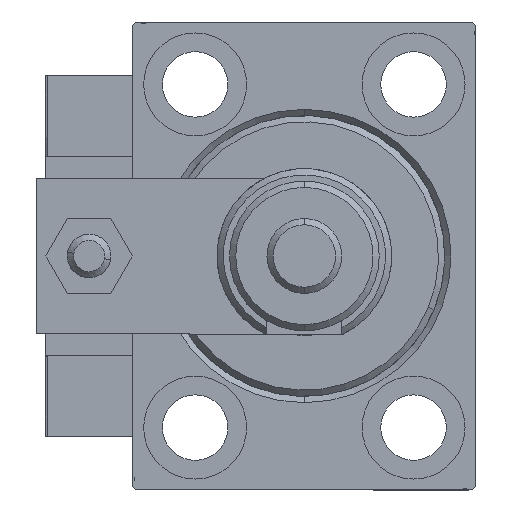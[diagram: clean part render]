
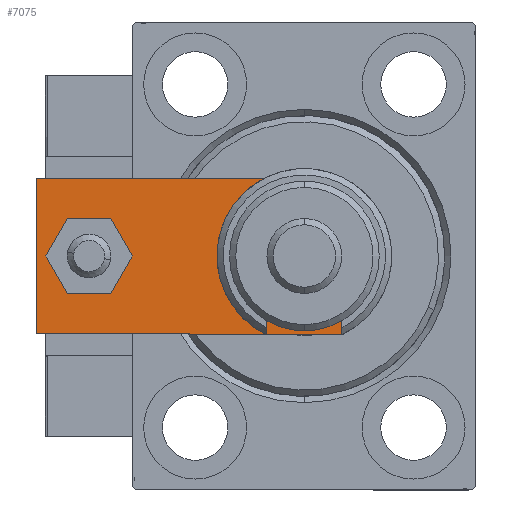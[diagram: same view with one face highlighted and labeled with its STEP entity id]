
A CAD part, left-side view. The second image highlights one B-rep face of the part: STEP entity #7075.
In plain terms, the highlighted face is planar.
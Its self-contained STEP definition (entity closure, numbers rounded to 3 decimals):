
#883 = DIRECTION ( 'NONE',  ( 1., 0., 0. ) ) ;
#1040 = DIRECTION ( 'NONE',  ( 0., 0., 1. ) ) ;
#1205 = CARTESIAN_POINT ( 'NONE',  ( 0., 46.5, 6. ) ) ;
#1367 = DIRECTION ( 'NONE',  ( 1., 0., 0. ) ) ;
#3744 = EDGE_CURVE ( 'NONE', #5287, #28292, #43552, .T. ) ;
#4727 = CARTESIAN_POINT ( 'NONE',  ( -12.5, 55., 6. ) ) ;
#5287 = VERTEX_POINT ( 'NONE', #51327 ) ;
#5291 = CARTESIAN_POINT ( 'NONE',  ( 6.84, 0., 6. ) ) ;
#5319 = CARTESIAN_POINT ( 'NONE',  ( -12.5, 5.66, 6. ) ) ;
#6187 = VECTOR ( 'NONE', #14389, 1000. ) ;
#6375 = CARTESIAN_POINT ( 'NONE',  ( -12.5, 0., 6. ) ) ;
#7075 = ADVANCED_FACE ( 'NONE', ( #29602, #37566, #17580 ), #28802, .T. ) ;
#7209 = DIRECTION ( 'NONE',  ( -1., 0., 0. ) ) ;
#8459 = VERTEX_POINT ( 'NONE', #9076 ) ;
#8478 = VERTEX_POINT ( 'NONE', #5319 ) ;
#9076 = CARTESIAN_POINT ( 'NONE',  ( 12.5, 55., 6. ) ) ;
#9337 = DIRECTION ( 'NONE',  ( 1., 0., 0. ) ) ;
#9781 = ORIENTED_EDGE ( 'NONE', *, *, #38609, .T. ) ;
#10024 = DIRECTION ( 'NONE',  ( 0., 0., 1. ) ) ;
#13573 = ORIENTED_EDGE ( 'NONE', *, *, #38546, .F. ) ;
#13703 = LINE ( 'NONE', #46478, #25089 ) ;
#13739 = CARTESIAN_POINT ( 'NONE',  ( -4., 46.5, 6. ) ) ;
#13751 = LINE ( 'NONE', #16966, #45165 ) ;
#14389 = DIRECTION ( 'NONE',  ( 1., 0., 0. ) ) ;
#14500 = VERTEX_POINT ( 'NONE', #32590 ) ;
#14604 = EDGE_CURVE ( 'NONE', #8459, #14500, #32258, .T. ) ;
#14715 = AXIS2_PLACEMENT_3D ( 'NONE', #45850, #1040, #9337 ) ;
#15519 = CARTESIAN_POINT ( 'NONE',  ( 12.5, 5.66, 6. ) ) ;
#16338 = CARTESIAN_POINT ( 'NONE',  ( 0., 12., 6. ) ) ;
#16375 = DIRECTION ( 'NONE',  ( 0., 0., 1. ) ) ;
#16476 = VERTEX_POINT ( 'NONE', #5291 ) ;
#16966 = CARTESIAN_POINT ( 'NONE',  ( -3.42, -3.42, 6. ) ) ;
#17168 = CARTESIAN_POINT ( 'NONE',  ( 0., 12., 6. ) ) ;
#17580 = FACE_BOUND ( 'NONE', #37842, .T. ) ;
#17911 = CIRCLE ( 'NONE', #47706, 4. ) ;
#18184 = EDGE_CURVE ( 'NONE', #33589, #40137, #27784, .T. ) ;
#20962 = CARTESIAN_POINT ( 'NONE',  ( -6.84, 0., 6. ) ) ;
#21753 = LINE ( 'NONE', #38009, #44949 ) ;
#21935 = ORIENTED_EDGE ( 'NONE', *, *, #14604, .T. ) ;
#23327 = DIRECTION ( 'NONE',  ( 0.707, 0.707, 0. ) ) ;
#24873 = VERTEX_POINT ( 'NONE', #20962 ) ;
#25024 = EDGE_CURVE ( 'NONE', #16476, #41414, #21753, .T. ) ;
#25089 = VECTOR ( 'NONE', #29970, 1000. ) ;
#25135 = CARTESIAN_POINT ( 'NONE',  ( 0., 46.5, 6. ) ) ;
#25162 = EDGE_CURVE ( 'NONE', #28292, #5287, #36415, .T. ) ;
#25403 = DIRECTION ( 'NONE',  ( 0., 0., 1. ) ) ;
#26908 = LINE ( 'NONE', #6375, #6187 ) ;
#26916 = AXIS2_PLACEMENT_3D ( 'NONE', #25135, #25403, #1367 ) ;
#26963 = ORIENTED_EDGE ( 'NONE', *, *, #45897, .T. ) ;
#27230 = CARTESIAN_POINT ( 'NONE',  ( -8.25, 12., 6. ) ) ;
#27461 = ORIENTED_EDGE ( 'NONE', *, *, #50110, .T. ) ;
#27488 = ORIENTED_EDGE ( 'NONE', *, *, #25162, .F. ) ;
#27518 = EDGE_CURVE ( 'NONE', #14500, #8478, #45255, .T. ) ;
#27753 = ORIENTED_EDGE ( 'NONE', *, *, #25024, .T. ) ;
#27784 = CIRCLE ( 'NONE', #26916, 4. ) ;
#28292 = VERTEX_POINT ( 'NONE', #27230 ) ;
#28802 = PLANE ( 'NONE',  #14715 ) ;
#29602 = FACE_BOUND ( 'NONE', #36623, .T. ) ;
#29970 = DIRECTION ( 'NONE',  ( 0., 1., 0. ) ) ;
#30132 = ORIENTED_EDGE ( 'NONE', *, *, #27518, .T. ) ;
#30275 = DIRECTION ( 'NONE',  ( 1., 0., 0. ) ) ;
#31214 = CARTESIAN_POINT ( 'NONE',  ( 12.5, 55., 6. ) ) ;
#32000 = ORIENTED_EDGE ( 'NONE', *, *, #3744, .F. ) ;
#32258 = LINE ( 'NONE', #31214, #52279 ) ;
#32590 = CARTESIAN_POINT ( 'NONE',  ( -12.5, 55., 6. ) ) ;
#33257 = DIRECTION ( 'NONE',  ( 0., -1., 0. ) ) ;
#33589 = VERTEX_POINT ( 'NONE', #42024 ) ;
#33883 = AXIS2_PLACEMENT_3D ( 'NONE', #17168, #16375, #883 ) ;
#35540 = VECTOR ( 'NONE', #33257, 1000. ) ;
#36415 = CIRCLE ( 'NONE', #33883, 8.25 ) ;
#36623 = EDGE_LOOP ( 'NONE', ( #13573, #43595 ) ) ;
#36856 = DIRECTION ( 'NONE',  ( 1., 0., 0. ) ) ;
#37566 = FACE_OUTER_BOUND ( 'NONE', #45137, .T. ) ;
#37572 = AXIS2_PLACEMENT_3D ( 'NONE', #16338, #49117, #36856 ) ;
#37842 = EDGE_LOOP ( 'NONE', ( #27488, #32000 ) ) ;
#38009 = CARTESIAN_POINT ( 'NONE',  ( 3.42, -3.42, 6. ) ) ;
#38546 = EDGE_CURVE ( 'NONE', #40137, #33589, #17911, .T. ) ;
#38609 = EDGE_CURVE ( 'NONE', #8478, #24873, #13751, .T. ) ;
#40137 = VERTEX_POINT ( 'NONE', #13739 ) ;
#41414 = VERTEX_POINT ( 'NONE', #15519 ) ;
#42024 = CARTESIAN_POINT ( 'NONE',  ( 4., 46.5, 6. ) ) ;
#43552 = CIRCLE ( 'NONE', #37572, 8.25 ) ;
#43595 = ORIENTED_EDGE ( 'NONE', *, *, #18184, .F. ) ;
#44949 = VECTOR ( 'NONE', #23327, 1000. ) ;
#45137 = EDGE_LOOP ( 'NONE', ( #30132, #9781, #26963, #27753, #27461, #21935 ) ) ;
#45165 = VECTOR ( 'NONE', #46277, 1000. ) ;
#45255 = LINE ( 'NONE', #4727, #35540 ) ;
#45850 = CARTESIAN_POINT ( 'NONE',  ( 0., 0., 6. ) ) ;
#45897 = EDGE_CURVE ( 'NONE', #24873, #16476, #26908, .T. ) ;
#46277 = DIRECTION ( 'NONE',  ( 0.707, -0.707, 0. ) ) ;
#46478 = CARTESIAN_POINT ( 'NONE',  ( 12.5, 0., 6. ) ) ;
#47706 = AXIS2_PLACEMENT_3D ( 'NONE', #1205, #10024, #30275 ) ;
#49117 = DIRECTION ( 'NONE',  ( 0., 0., 1. ) ) ;
#50110 = EDGE_CURVE ( 'NONE', #41414, #8459, #13703, .T. ) ;
#51327 = CARTESIAN_POINT ( 'NONE',  ( 8.25, 12., 6. ) ) ;
#52279 = VECTOR ( 'NONE', #7209, 1000. ) ;
